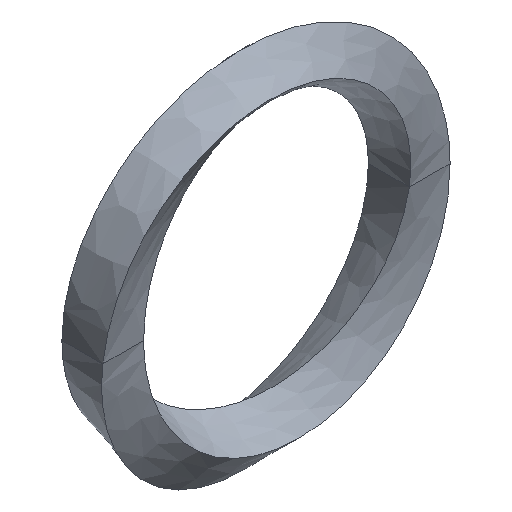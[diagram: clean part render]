
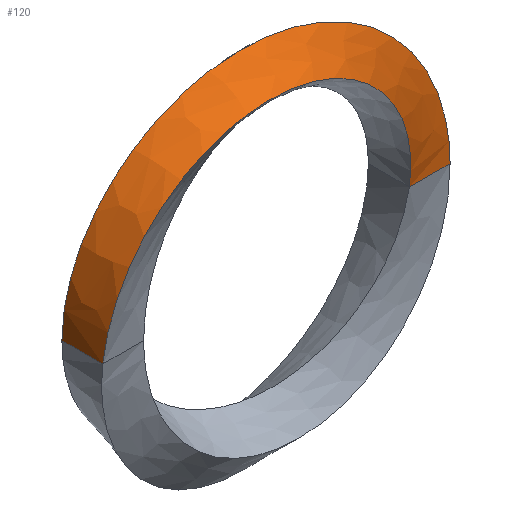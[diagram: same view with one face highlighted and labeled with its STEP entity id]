
A CAD part, isometric view. The second image highlights one B-rep face of the part: STEP entity #120.
In plain terms, the highlighted free-form (B-spline) face has degree [3, 3] with [4, 10] control points.
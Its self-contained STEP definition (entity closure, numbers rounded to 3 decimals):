
#16=FACE_OUTER_BOUND('',#24,.T.);
#24=EDGE_LOOP('',(#83,#84,#85,#86));
#32=B_SPLINE_CURVE_WITH_KNOTS('',3,(#196,#197,#198,#199,#200,#201,#202,
#203,#204,#205),.UNSPECIFIED.,.F.,.F.,(4,1,1,1,1,1,1,4),(0.,0.449,
0.898,1.346,1.795,2.244,2.693,
3.142),.UNSPECIFIED.);
#33=B_SPLINE_CURVE_WITH_KNOTS('',3,(#250,#251,#252,#253,#254,#255,#256,
#257,#258,#259),.UNSPECIFIED.,.F.,.F.,(4,1,1,1,1,1,1,4),(0.,0.449,
0.898,1.346,1.795,2.244,2.693,
3.142),.UNSPECIFIED.);
#41=LINE('',#247,#49);
#42=LINE('',#249,#50);
#49=VECTOR('',#133,4.);
#50=VECTOR('',#134,4.);
#55=VERTEX_POINT('',#180);
#58=VERTEX_POINT('',#194);
#59=VERTEX_POINT('',#246);
#60=VERTEX_POINT('',#248);
#66=EDGE_CURVE('',#55,#58,#32,.T.);
#67=EDGE_CURVE('',#59,#55,#41,.T.);
#68=EDGE_CURVE('',#58,#60,#42,.T.);
#69=EDGE_CURVE('',#59,#60,#33,.T.);
#83=ORIENTED_EDGE('',*,*,#67,.T.);
#84=ORIENTED_EDGE('',*,*,#66,.T.);
#85=ORIENTED_EDGE('',*,*,#68,.T.);
#86=ORIENTED_EDGE('',*,*,#69,.F.);
#112=B_SPLINE_SURFACE_WITH_KNOTS('',3,3,((#206,#207,#208,#209,#210,#211,
#212,#213,#214,#215),(#216,#217,#218,#219,#220,#221,#222,#223,#224,#225),
(#226,#227,#228,#229,#230,#231,#232,#233,#234,#235),(#236,#237,#238,#239,
#240,#241,#242,#243,#244,#245)),.UNSPECIFIED.,.F.,.F.,.F.,(4,4),(4,1,1,
1,1,1,1,4),(0.,0.4),(0.,0.449,0.898,1.346,
1.795,2.244,2.693,3.142),
 .UNSPECIFIED.);
#120=ADVANCED_FACE('',(#16),#112,.T.);
#133=DIRECTION('',(0.,-1.,0.));
#134=DIRECTION('',(1.,0.,0.));
#180=CARTESIAN_POINT('',(-17.,-2.,0.));
#194=CARTESIAN_POINT('',(13.,-2.,0.));
#196=CARTESIAN_POINT('Ctrl Pts',(-17.,-2.,0.));
#197=CARTESIAN_POINT('Ctrl Pts',(-16.85,-2.15,2.543));
#198=CARTESIAN_POINT('Ctrl Pts',(-15.356,-2.415,7.489));
#199=CARTESIAN_POINT('Ctrl Pts',(-10.206,-2.692,12.948));
#200=CARTESIAN_POINT('Ctrl Pts',(-3.429,-2.834,15.47));
#201=CARTESIAN_POINT('Ctrl Pts',(3.474,-2.834,14.779));
#202=CARTESIAN_POINT('Ctrl Pts',(9.139,-2.692,11.309));
#203=CARTESIAN_POINT('Ctrl Pts',(12.598,-2.415,5.973));
#204=CARTESIAN_POINT('Ctrl Pts',(13.15,-2.15,1.945));
#205=CARTESIAN_POINT('Ctrl Pts',(13.,-2.,0.));
#206=CARTESIAN_POINT('Ctrl Pts',(-17.,2.,0.));
#207=CARTESIAN_POINT('Ctrl Pts',(-17.15,1.85,2.543));
#208=CARTESIAN_POINT('Ctrl Pts',(-16.253,1.518,7.768));
#209=CARTESIAN_POINT('Ctrl Pts',(-11.434,0.942,14.285));
#210=CARTESIAN_POINT('Ctrl Pts',(-4.116,0.319,17.983));
#211=CARTESIAN_POINT('Ctrl Pts',(4.115,-0.319,17.979));
#212=CARTESIAN_POINT('Ctrl Pts',(11.436,-0.942,14.288));
#213=CARTESIAN_POINT('Ctrl Pts',(16.251,-1.518,7.766));
#214=CARTESIAN_POINT('Ctrl Pts',(17.15,-1.85,2.543));
#215=CARTESIAN_POINT('Ctrl Pts',(17.,-2.,0.));
#216=CARTESIAN_POINT('Ctrl Pts',(-17.,0.667,0.));
#217=CARTESIAN_POINT('Ctrl Pts',(-17.05,0.517,2.543));
#218=CARTESIAN_POINT('Ctrl Pts',(-15.954,0.207,7.675));
#219=CARTESIAN_POINT('Ctrl Pts',(-11.025,-0.269,13.839));
#220=CARTESIAN_POINT('Ctrl Pts',(-3.887,-0.732,17.145));
#221=CARTESIAN_POINT('Ctrl Pts',(3.901,-1.158,16.912));
#222=CARTESIAN_POINT('Ctrl Pts',(10.67,-1.525,13.295));
#223=CARTESIAN_POINT('Ctrl Pts',(15.033,-1.817,7.169));
#224=CARTESIAN_POINT('Ctrl Pts',(15.816,-1.95,2.344));
#225=CARTESIAN_POINT('Ctrl Pts',(15.667,-2.,0.));
#226=CARTESIAN_POINT('Ctrl Pts',(-17.,-0.667,0.));
#227=CARTESIAN_POINT('Ctrl Pts',(-16.95,-0.816,2.543));
#228=CARTESIAN_POINT('Ctrl Pts',(-15.655,-1.104,7.582));
#229=CARTESIAN_POINT('Ctrl Pts',(-10.616,-1.481,13.394));
#230=CARTESIAN_POINT('Ctrl Pts',(-3.658,-1.783,16.308));
#231=CARTESIAN_POINT('Ctrl Pts',(3.688,-1.996,15.846));
#232=CARTESIAN_POINT('Ctrl Pts',(9.905,-2.109,12.302));
#233=CARTESIAN_POINT('Ctrl Pts',(13.815,-2.116,6.571));
#234=CARTESIAN_POINT('Ctrl Pts',(14.483,-2.05,2.144));
#235=CARTESIAN_POINT('Ctrl Pts',(14.333,-2.,0.));
#236=CARTESIAN_POINT('Ctrl Pts',(-17.,-2.,0.));
#237=CARTESIAN_POINT('Ctrl Pts',(-16.85,-2.15,2.543));
#238=CARTESIAN_POINT('Ctrl Pts',(-15.356,-2.415,7.489));
#239=CARTESIAN_POINT('Ctrl Pts',(-10.206,-2.692,12.948));
#240=CARTESIAN_POINT('Ctrl Pts',(-3.429,-2.834,15.47));
#241=CARTESIAN_POINT('Ctrl Pts',(3.474,-2.834,14.779));
#242=CARTESIAN_POINT('Ctrl Pts',(9.139,-2.692,11.309));
#243=CARTESIAN_POINT('Ctrl Pts',(12.598,-2.415,5.973));
#244=CARTESIAN_POINT('Ctrl Pts',(13.15,-2.15,1.945));
#245=CARTESIAN_POINT('Ctrl Pts',(13.,-2.,0.));
#246=CARTESIAN_POINT('',(-17.,2.,0.));
#247=CARTESIAN_POINT('',(-17.,-2.,0.));
#248=CARTESIAN_POINT('',(17.,-2.,0.));
#249=CARTESIAN_POINT('',(13.,-2.,0.));
#250=CARTESIAN_POINT('Ctrl Pts',(-17.,2.,0.));
#251=CARTESIAN_POINT('Ctrl Pts',(-17.15,1.85,2.543));
#252=CARTESIAN_POINT('Ctrl Pts',(-16.253,1.518,7.768));
#253=CARTESIAN_POINT('Ctrl Pts',(-11.434,0.942,14.285));
#254=CARTESIAN_POINT('Ctrl Pts',(-4.116,0.319,17.983));
#255=CARTESIAN_POINT('Ctrl Pts',(4.115,-0.319,17.979));
#256=CARTESIAN_POINT('Ctrl Pts',(11.436,-0.942,14.288));
#257=CARTESIAN_POINT('Ctrl Pts',(16.251,-1.518,7.766));
#258=CARTESIAN_POINT('Ctrl Pts',(17.15,-1.85,2.543));
#259=CARTESIAN_POINT('Ctrl Pts',(17.,-2.,0.));
